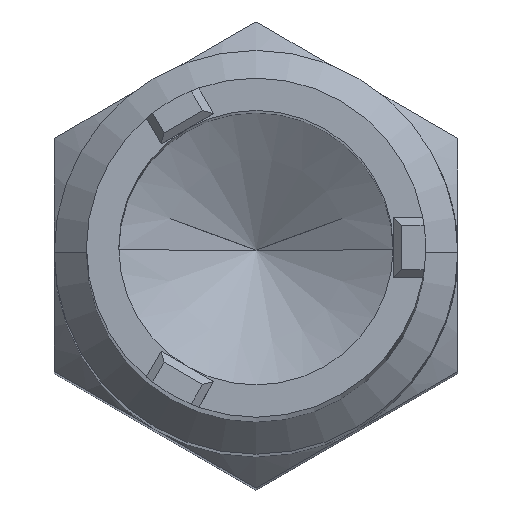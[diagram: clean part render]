
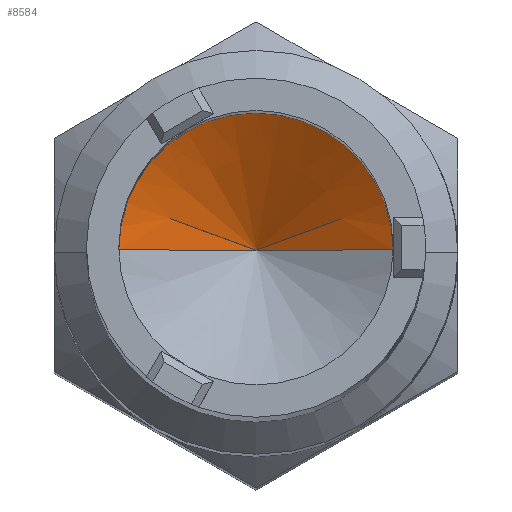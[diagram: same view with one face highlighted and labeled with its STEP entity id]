
A CAD part, top view. The second image highlights one B-rep face of the part: STEP entity #8584.
In plain terms, the highlighted conical face has half-angle 59 degrees and reference radius 1.7 mm.
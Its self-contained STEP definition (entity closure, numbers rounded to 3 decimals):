
#115 = CONICAL_SURFACE ( 'NONE', #11326, 1.7, 1.03 ) ;
#166 = DIRECTION ( 'NONE',  ( 0.857, 0., 0.515 ) ) ;
#279 = LINE ( 'NONE', #11281, #1558 ) ;
#938 = VERTEX_POINT ( 'NONE', #9220 ) ;
#1558 = VECTOR ( 'NONE', #9334, 1000. ) ;
#2187 = CARTESIAN_POINT ( 'NONE',  ( 1.7, 0., -17. ) ) ;
#2390 = CARTESIAN_POINT ( 'NONE',  ( 1.7, 0., -17. ) ) ;
#2421 = EDGE_LOOP ( 'NONE', ( #8631, #4167, #6603 ) ) ;
#2609 = EDGE_CURVE ( 'NONE', #10852, #938, #279, .T. ) ;
#3930 = CARTESIAN_POINT ( 'NONE',  ( 0., 0., -17. ) ) ;
#4167 = ORIENTED_EDGE ( 'NONE', *, *, #8738, .T. ) ;
#5441 = VECTOR ( 'NONE', #166, 1000. ) ;
#6270 = DIRECTION ( 'NONE',  ( 1., 0., 0. ) ) ;
#6435 = FACE_OUTER_BOUND ( 'NONE', #2421, .T. ) ;
#6593 = VERTEX_POINT ( 'NONE', #2390 ) ;
#6603 = ORIENTED_EDGE ( 'NONE', *, *, #10543, .T. ) ;
#7456 = DIRECTION ( 'NONE',  ( 0., 0., 1. ) ) ;
#8184 = CARTESIAN_POINT ( 'NONE',  ( 0., 0., -17. ) ) ;
#8584 = ADVANCED_FACE ( 'NONE', ( #6435 ), #115, .F. ) ;
#8631 = ORIENTED_EDGE ( 'NONE', *, *, #2609, .F. ) ;
#8738 = EDGE_CURVE ( 'NONE', #10852, #6593, #9208, .T. ) ;
#9068 = DIRECTION ( 'NONE',  ( 0., 0., 1. ) ) ;
#9088 = AXIS2_PLACEMENT_3D ( 'NONE', #8184, #9068, #6270 ) ;
#9208 = LINE ( 'NONE', #2187, #5441 ) ;
#9220 = CARTESIAN_POINT ( 'NONE',  ( -1.7, 0., -17. ) ) ;
#9232 = DIRECTION ( 'NONE',  ( 1., 0., 0. ) ) ;
#9334 = DIRECTION ( 'NONE',  ( -0.857, 0., 0.515 ) ) ;
#9489 = CIRCLE ( 'NONE', #9088, 1.7 ) ;
#10543 = EDGE_CURVE ( 'NONE', #6593, #938, #9489, .T. ) ;
#10852 = VERTEX_POINT ( 'NONE', #11416 ) ;
#11281 = CARTESIAN_POINT ( 'NONE',  ( -1.7, 0., -17. ) ) ;
#11326 = AXIS2_PLACEMENT_3D ( 'NONE', #3930, #7456, #9232 ) ;
#11416 = CARTESIAN_POINT ( 'NONE',  ( 0., 0., -18.021 ) ) ;
